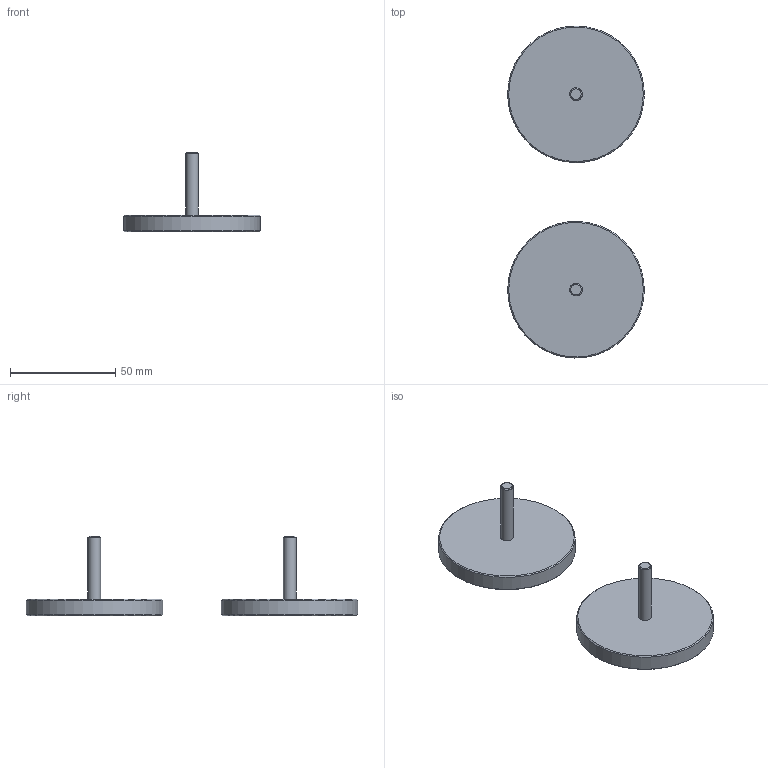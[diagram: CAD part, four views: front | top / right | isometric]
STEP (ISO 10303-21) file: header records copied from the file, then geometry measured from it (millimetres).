
FILE_DESCRIPTION(/* description */ (''),/* implementation_level */ '2;1');
FILE_NAME(/* name */ 'MM-01 magnet_1:4"',/* time_stamp */ '2025-01-14T18:52:25-08:00',/* author */ (''),/* organization */ (''),/* preprocessor_version */ 'ST-DEVELOPER v16.5',/* originating_system */ 'Rhino 7.37',/* authorisation */ '');
FILE_SCHEMA (('CONFIG_CONTROL_DESIGN'));
Length unit declared in the file: millimetre
Products named in the file (1): Document
Bounding box: 64.99 x 157.99 x 38 mm (x, y, z)
Volume: 54748.6 mm3; surface area: 17558 mm2
Topology: 4 solids, 4 shells, 18 faces, 24 edges, 14 vertices
Faces by surface type: plane 8, bspline 6, cylinder 4
Full cylindrical faces by diameter (mm): 6 x2, 65 x2
Entity records: 562 total; most frequent: CARTESIAN_POINT 282, ORIENTED_EDGE 48, EDGE_CURVE 24, ADVANCED_FACE 18, FACE_OUTER_BOUND 18, EDGE_LOOP 18, DIRECTION 16, VERTEX_POINT 14
